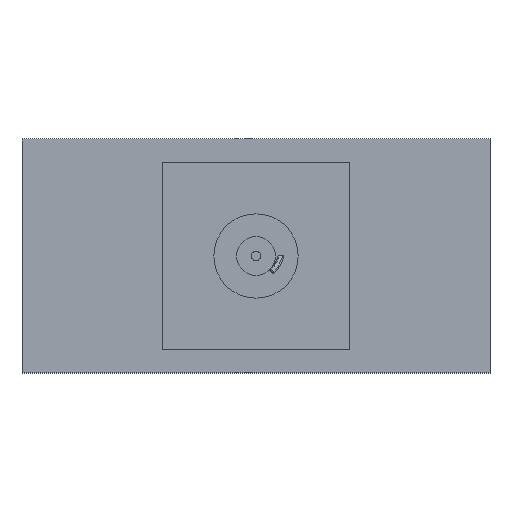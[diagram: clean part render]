
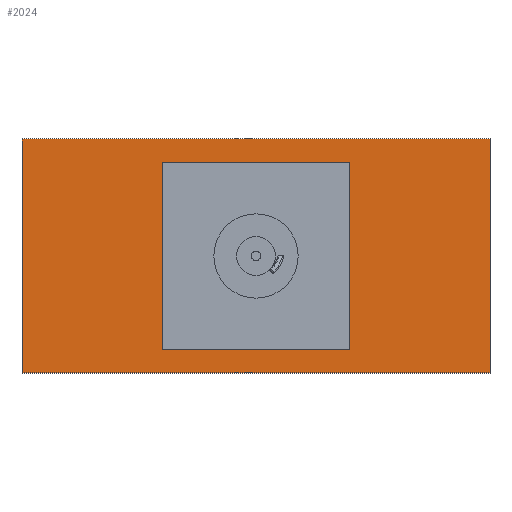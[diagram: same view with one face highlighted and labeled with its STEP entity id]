
A CAD part, top view. The second image highlights one B-rep face of the part: STEP entity #2024.
In plain terms, the highlighted planar face has unit normal (0, 0, 1).
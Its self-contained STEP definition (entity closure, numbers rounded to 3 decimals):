
#62 = CARTESIAN_POINT ( 'NONE',  ( -75., 37.5, 0. ) ) ;
#69 = VECTOR ( 'NONE', #554, 1000. ) ;
#71 = FACE_BOUND ( 'NONE', #1025, .T. ) ;
#95 = VECTOR ( 'NONE', #640, 1000. ) ;
#130 = CARTESIAN_POINT ( 'NONE',  ( -75., -37.5, 0. ) ) ;
#133 = LINE ( 'NONE', #293, #200 ) ;
#165 = ORIENTED_EDGE ( 'NONE', *, *, #820, .F. ) ;
#185 = VERTEX_POINT ( 'NONE', #1059 ) ;
#194 = ORIENTED_EDGE ( 'NONE', *, *, #1175, .F. ) ;
#200 = VECTOR ( 'NONE', #761, 1000. ) ;
#218 = CARTESIAN_POINT ( 'NONE',  ( -30., 30., 0. ) ) ;
#259 = DIRECTION ( 'NONE',  ( -1., 0., 0. ) ) ;
#289 = VERTEX_POINT ( 'NONE', #955 ) ;
#293 = CARTESIAN_POINT ( 'NONE',  ( 75., -37.5, 0. ) ) ;
#320 = CARTESIAN_POINT ( 'NONE',  ( -30., -30., 0. ) ) ;
#416 = VECTOR ( 'NONE', #259, 1000. ) ;
#554 = DIRECTION ( 'NONE',  ( -1., 0., 0. ) ) ;
#586 = DIRECTION ( 'NONE',  ( 0., 0., 1. ) ) ;
#591 = VECTOR ( 'NONE', #1452, 1000. ) ;
#599 = DIRECTION ( 'NONE',  ( 1., 0., 0. ) ) ;
#613 = DIRECTION ( 'NONE',  ( 1., 0., 0. ) ) ;
#640 = DIRECTION ( 'NONE',  ( 0., -1., 0. ) ) ;
#662 = VERTEX_POINT ( 'NONE', #1371 ) ;
#693 = CARTESIAN_POINT ( 'NONE',  ( -30., -30., 0. ) ) ;
#724 = CARTESIAN_POINT ( 'NONE',  ( 75., 37.5, 0. ) ) ;
#744 = FACE_OUTER_BOUND ( 'NONE', #1496, .T. ) ;
#761 = DIRECTION ( 'NONE',  ( 0., 1., 0. ) ) ;
#762 = CARTESIAN_POINT ( 'NONE',  ( 30., -30., 0. ) ) ;
#791 = EDGE_CURVE ( 'NONE', #185, #289, #1607, .T. ) ;
#820 = EDGE_CURVE ( 'NONE', #2145, #1961, #1967, .T. ) ;
#835 = VECTOR ( 'NONE', #613, 1000. ) ;
#856 = LINE ( 'NONE', #693, #1085 ) ;
#912 = EDGE_CURVE ( 'NONE', #1143, #1146, #133, .T. ) ;
#935 = ORIENTED_EDGE ( 'NONE', *, *, #912, .T. ) ;
#955 = CARTESIAN_POINT ( 'NONE',  ( -75., -37.5, 0. ) ) ;
#994 = VERTEX_POINT ( 'NONE', #320 ) ;
#1025 = EDGE_LOOP ( 'NONE', ( #165, #1898, #194, #2047 ) ) ;
#1059 = CARTESIAN_POINT ( 'NONE',  ( -75., 37.5, 0. ) ) ;
#1085 = VECTOR ( 'NONE', #1652, 1000. ) ;
#1122 = LINE ( 'NONE', #762, #591 ) ;
#1130 = LINE ( 'NONE', #130, #1201 ) ;
#1143 = VERTEX_POINT ( 'NONE', #1408 ) ;
#1146 = VERTEX_POINT ( 'NONE', #724 ) ;
#1175 = EDGE_CURVE ( 'NONE', #994, #662, #1619, .T. ) ;
#1201 = VECTOR ( 'NONE', #2154, 1000. ) ;
#1227 = CARTESIAN_POINT ( 'NONE',  ( 30., 30., 0. ) ) ;
#1272 = ORIENTED_EDGE ( 'NONE', *, *, #2137, .T. ) ;
#1317 = EDGE_CURVE ( 'NONE', #1961, #994, #856, .T. ) ;
#1371 = CARTESIAN_POINT ( 'NONE',  ( 30., -30., 0. ) ) ;
#1394 = LINE ( 'NONE', #62, #69 ) ;
#1408 = CARTESIAN_POINT ( 'NONE',  ( 75., -37.5, 0. ) ) ;
#1433 = PLANE ( 'NONE',  #1445 ) ;
#1445 = AXIS2_PLACEMENT_3D ( 'NONE', #2110, #586, #599 ) ;
#1452 = DIRECTION ( 'NONE',  ( 0., 1., 0. ) ) ;
#1496 = EDGE_LOOP ( 'NONE', ( #2078, #935, #1272, #2207 ) ) ;
#1607 = LINE ( 'NONE', #1815, #95 ) ;
#1619 = LINE ( 'NONE', #1629, #835 ) ;
#1629 = CARTESIAN_POINT ( 'NONE',  ( -30., -30., 0. ) ) ;
#1652 = DIRECTION ( 'NONE',  ( 0., -1., 0. ) ) ;
#1792 = EDGE_CURVE ( 'NONE', #662, #2145, #1122, .T. ) ;
#1815 = CARTESIAN_POINT ( 'NONE',  ( -75., -37.5, 0. ) ) ;
#1898 = ORIENTED_EDGE ( 'NONE', *, *, #1792, .F. ) ;
#1961 = VERTEX_POINT ( 'NONE', #218 ) ;
#1967 = LINE ( 'NONE', #1979, #416 ) ;
#1979 = CARTESIAN_POINT ( 'NONE',  ( -30., 30., 0. ) ) ;
#2024 = ADVANCED_FACE ( 'NONE', ( #71, #744 ), #1433, .T. ) ;
#2047 = ORIENTED_EDGE ( 'NONE', *, *, #1317, .F. ) ;
#2078 = ORIENTED_EDGE ( 'NONE', *, *, #2198, .T. ) ;
#2110 = CARTESIAN_POINT ( 'NONE',  ( 0., 0., 0. ) ) ;
#2137 = EDGE_CURVE ( 'NONE', #1146, #185, #1394, .T. ) ;
#2145 = VERTEX_POINT ( 'NONE', #1227 ) ;
#2154 = DIRECTION ( 'NONE',  ( 1., 0., 0. ) ) ;
#2198 = EDGE_CURVE ( 'NONE', #289, #1143, #1130, .T. ) ;
#2207 = ORIENTED_EDGE ( 'NONE', *, *, #791, .T. ) ;
